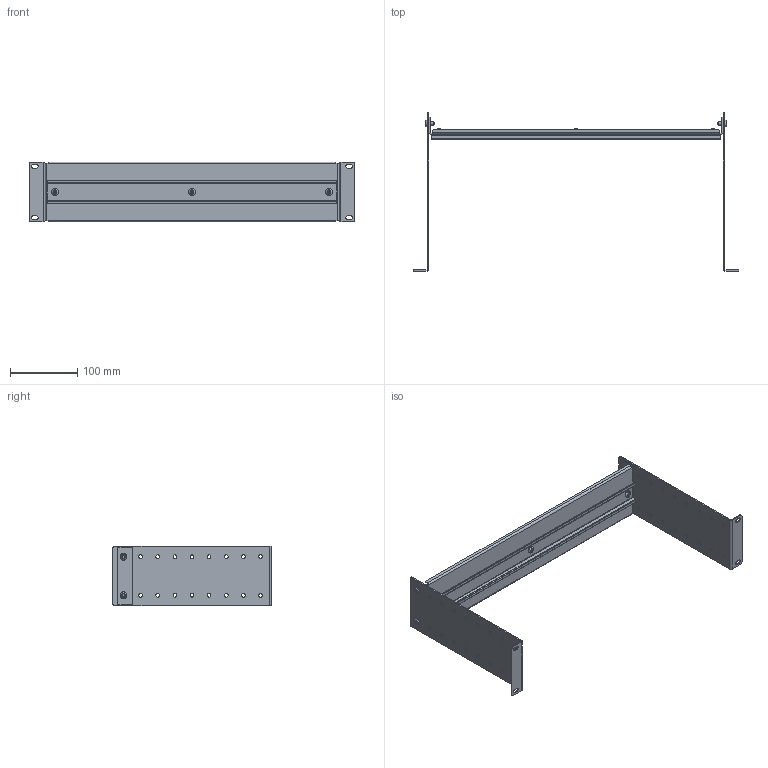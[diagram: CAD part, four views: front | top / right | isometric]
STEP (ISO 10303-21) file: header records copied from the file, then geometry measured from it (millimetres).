
FILE_DESCRIPTION (( 'STEP AP214' ), '1' );
FILE_NAME ('RMHD19003BK.STEP', '2020-11-05T17:32:52', ( '' ), ( '' ), 'SwSTEP 2.0', 'SolidWorks 2019', '' );
FILE_SCHEMA (( 'AUTOMOTIVE_DESIGN' ));
Length unit declared in the file: inch
Products named in the file (1): RMHD19003BK
Bounding box: 482.6 x 234.95 x 88.9 mm (x, y, z)
Volume: 186467.5 mm3; surface area: 231195 mm2
Topology: 11 solids, 11 shells, 298 faces, 785 edges, 516 vertices
Faces by surface type: plane 181, cylinder 96, bspline 21
Full cylindrical faces by diameter (mm): 4.496 x7, 4.572 x7, 5.537 x39, 9.906 x7
Entity records: 9803 total; most frequent: CARTESIAN_POINT 2520, DIRECTION 1396, ORIENTED_EDGE 1380, EDGE_CURVE 690, VERTEX_POINT 502, EDGE_LOOP 486, AXIS2_PLACEMENT_3D 484, VECTOR 428
